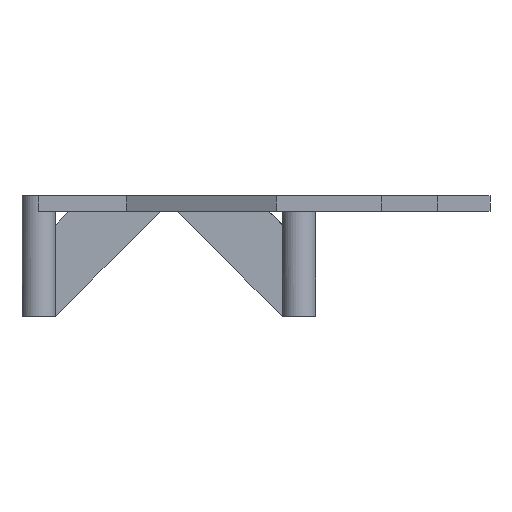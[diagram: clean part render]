
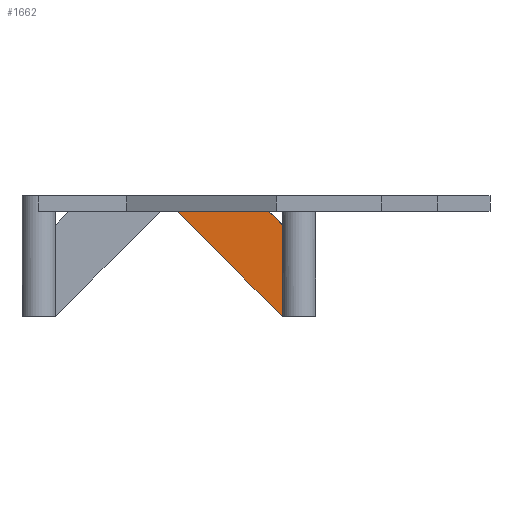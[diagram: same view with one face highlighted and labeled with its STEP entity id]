
A CAD part, left-side view. The second image highlights one B-rep face of the part: STEP entity #1662.
In plain terms, the highlighted planar face has unit normal (-1, 0, 0).
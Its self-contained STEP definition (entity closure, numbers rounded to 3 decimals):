
#94=FACE_OUTER_BOUND('',#185,.T.);
#185=EDGE_LOOP('',(#1261,#1262,#1263,#1264,#1265));
#335=LINE('',#2523,#533);
#345=LINE('',#2547,#543);
#346=LINE('',#2549,#544);
#347=LINE('',#2551,#545);
#348=LINE('',#2552,#546);
#533=VECTOR('',#2043,10.);
#543=VECTOR('',#2061,10.);
#544=VECTOR('',#2062,10.);
#545=VECTOR('',#2063,10.);
#546=VECTOR('',#2064,10.);
#763=VERTEX_POINT('',#2520);
#764=VERTEX_POINT('',#2522);
#774=VERTEX_POINT('',#2546);
#775=VERTEX_POINT('',#2548);
#776=VERTEX_POINT('',#2550);
#948=EDGE_CURVE('',#763,#764,#335,.T.);
#960=EDGE_CURVE('',#774,#763,#345,.T.);
#961=EDGE_CURVE('',#775,#774,#346,.T.);
#962=EDGE_CURVE('',#776,#775,#347,.T.);
#963=EDGE_CURVE('',#764,#776,#348,.T.);
#1261=ORIENTED_EDGE('',*,*,#960,.F.);
#1262=ORIENTED_EDGE('',*,*,#961,.F.);
#1263=ORIENTED_EDGE('',*,*,#962,.F.);
#1264=ORIENTED_EDGE('',*,*,#963,.F.);
#1265=ORIENTED_EDGE('',*,*,#948,.F.);
#1590=PLANE('',#1784);
#1662=ADVANCED_FACE('',(#94),#1590,.F.);
#1784=AXIS2_PLACEMENT_3D('',#2545,#2059,#2060);
#2043=DIRECTION('',(0.,1.,0.));
#2059=DIRECTION('center_axis',(1.,0.,0.));
#2060=DIRECTION('ref_axis',(0.,1.,0.));
#2061=DIRECTION('',(0.,0.,-1.));
#2062=DIRECTION('',(0.,-0.707,-0.707));
#2063=DIRECTION('',(0.,-1.,0.));
#2064=DIRECTION('',(0.,0.707,0.707));
#2520=CARTESIAN_POINT('',(-54.602,-43.002,-189.));
#2522=CARTESIAN_POINT('',(-54.602,-42.9,-189.));
#2523=CARTESIAN_POINT('',(-54.602,-42.9,-189.));
#2545=CARTESIAN_POINT('Origin',(-54.602,-40.132,-177.5));
#2546=CARTESIAN_POINT('',(-54.602,-43.002,-171.638));
#2547=CARTESIAN_POINT('',(-54.602,-43.002,-169.));
#2548=CARTESIAN_POINT('',(-54.602,-40.364,-169.));
#2549=CARTESIAN_POINT('',(-54.602,-37.364,-166.));
#2550=CARTESIAN_POINT('',(-54.602,-22.9,-169.));
#2551=CARTESIAN_POINT('',(-54.602,-39.016,-169.));
#2552=CARTESIAN_POINT('',(-54.602,-42.9,-189.));
